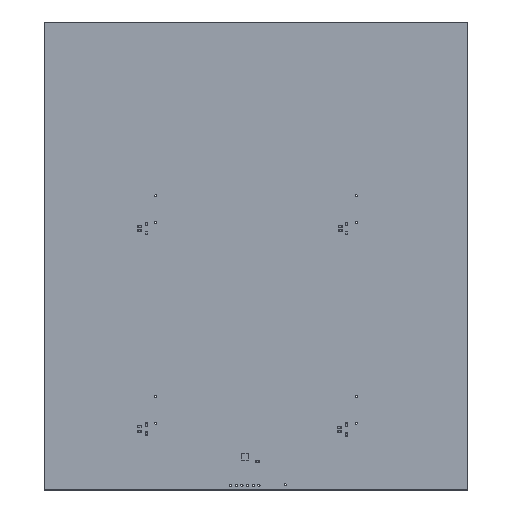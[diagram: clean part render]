
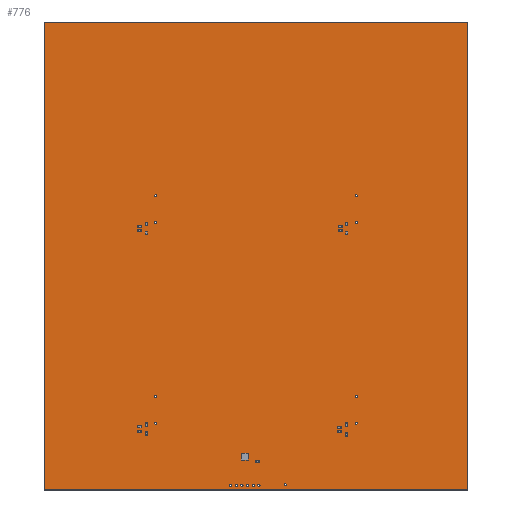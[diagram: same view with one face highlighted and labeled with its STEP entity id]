
A CAD part, top view. The second image highlights one B-rep face of the part: STEP entity #776.
In plain terms, the highlighted planar face has unit normal (0, 0, 1).
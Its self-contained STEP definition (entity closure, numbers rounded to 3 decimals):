
#107 = VERTEX_POINT('',#108);
#108 = CARTESIAN_POINT('',(0.,0.,0.));
#114 = EDGE_CURVE('',#107,#115,#117,.T.);
#115 = VERTEX_POINT('',#116);
#116 = CARTESIAN_POINT('',(190.,0.,0.));
#117 = LINE('',#118,#119);
#118 = CARTESIAN_POINT('',(0.,0.,0.));
#119 = VECTOR('',#120,1.);
#120 = DIRECTION('',(1.,0.,0.));
#145 = EDGE_CURVE('',#115,#146,#148,.T.);
#146 = VERTEX_POINT('',#147);
#147 = CARTESIAN_POINT('',(190.,210.,0.));
#148 = LINE('',#149,#150);
#149 = CARTESIAN_POINT('',(190.,0.,0.));
#150 = VECTOR('',#151,1.);
#151 = DIRECTION('',(0.,1.,0.));
#176 = EDGE_CURVE('',#146,#177,#179,.T.);
#177 = VERTEX_POINT('',#178);
#178 = CARTESIAN_POINT('',(0.,210.,0.));
#179 = LINE('',#180,#181);
#180 = CARTESIAN_POINT('',(190.,210.,0.));
#181 = VECTOR('',#182,1.);
#182 = DIRECTION('',(-1.,0.,0.));
#207 = EDGE_CURVE('',#177,#107,#208,.T.);
#208 = LINE('',#209,#210);
#209 = CARTESIAN_POINT('',(0.,210.,0.));
#210 = VECTOR('',#211,1.);
#211 = DIRECTION('',(0.,-1.,0.));
#231 = VERTEX_POINT('',#232);
#232 = CARTESIAN_POINT('',(84.12,2.03,0.));
#238 = EDGE_CURVE('',#231,#231,#239,.T.);
#239 = CIRCLE('',#240,0.5);
#240 = AXIS2_PLACEMENT_3D('',#241,#242,#243);
#241 = CARTESIAN_POINT('',(83.62,2.03,0.));
#242 = DIRECTION('',(0.,0.,1.));
#243 = DIRECTION('',(1.,0.,0.));
#264 = VERTEX_POINT('',#265);
#265 = CARTESIAN_POINT('',(89.2,2.03,0.));
#271 = EDGE_CURVE('',#264,#264,#272,.T.);
#272 = CIRCLE('',#273,0.5);
#273 = AXIS2_PLACEMENT_3D('',#274,#275,#276);
#274 = CARTESIAN_POINT('',(88.7,2.03,0.));
#275 = DIRECTION('',(0.,0.,1.));
#276 = DIRECTION('',(1.,0.,0.));
#297 = VERTEX_POINT('',#298);
#298 = CARTESIAN_POINT('',(86.66,2.03,0.));
#304 = EDGE_CURVE('',#297,#297,#305,.T.);
#305 = CIRCLE('',#306,0.5);
#306 = AXIS2_PLACEMENT_3D('',#307,#308,#309);
#307 = CARTESIAN_POINT('',(86.16,2.03,0.));
#308 = DIRECTION('',(0.,0.,1.));
#309 = DIRECTION('',(1.,0.,0.));
#330 = VERTEX_POINT('',#331);
#331 = CARTESIAN_POINT('',(50.5,120.,0.));
#337 = EDGE_CURVE('',#330,#330,#338,.T.);
#338 = CIRCLE('',#339,0.5);
#339 = AXIS2_PLACEMENT_3D('',#340,#341,#342);
#340 = CARTESIAN_POINT('',(50.,120.,0.));
#341 = DIRECTION('',(0.,0.,1.));
#342 = DIRECTION('',(1.,0.,0.));
#363 = VERTEX_POINT('',#364);
#364 = CARTESIAN_POINT('',(50.5,132.,0.));
#370 = EDGE_CURVE('',#363,#363,#371,.T.);
#371 = CIRCLE('',#372,0.5);
#372 = AXIS2_PLACEMENT_3D('',#373,#374,#375);
#373 = CARTESIAN_POINT('',(50.,132.,0.));
#374 = DIRECTION('',(0.,0.,1.));
#375 = DIRECTION('',(1.,0.,0.));
#396 = VERTEX_POINT('',#397);
#397 = CARTESIAN_POINT('',(50.5,30.,0.));
#403 = EDGE_CURVE('',#396,#396,#404,.T.);
#404 = CIRCLE('',#405,0.5);
#405 = AXIS2_PLACEMENT_3D('',#406,#407,#408);
#406 = CARTESIAN_POINT('',(50.,30.,0.));
#407 = DIRECTION('',(0.,0.,1.));
#408 = DIRECTION('',(1.,0.,0.));
#429 = VERTEX_POINT('',#430);
#430 = CARTESIAN_POINT('',(50.5,42.,0.));
#436 = EDGE_CURVE('',#429,#429,#437,.T.);
#437 = CIRCLE('',#438,0.5);
#438 = AXIS2_PLACEMENT_3D('',#439,#440,#441);
#439 = CARTESIAN_POINT('',(50.,42.,0.));
#440 = DIRECTION('',(0.,0.,1.));
#441 = DIRECTION('',(1.,0.,0.));
#462 = VERTEX_POINT('',#463);
#463 = CARTESIAN_POINT('',(94.28,2.03,0.));
#469 = EDGE_CURVE('',#462,#462,#470,.T.);
#470 = CIRCLE('',#471,0.5);
#471 = AXIS2_PLACEMENT_3D('',#472,#473,#474);
#472 = CARTESIAN_POINT('',(93.78,2.03,0.));
#473 = DIRECTION('',(0.,0.,1.));
#474 = DIRECTION('',(1.,0.,0.));
#495 = VERTEX_POINT('',#496);
#496 = CARTESIAN_POINT('',(91.74,2.03,0.));
#502 = EDGE_CURVE('',#495,#495,#503,.T.);
#503 = CIRCLE('',#504,0.5);
#504 = AXIS2_PLACEMENT_3D('',#505,#506,#507);
#505 = CARTESIAN_POINT('',(91.24,2.03,0.));
#506 = DIRECTION('',(0.,0.,1.));
#507 = DIRECTION('',(1.,0.,0.));
#528 = VERTEX_POINT('',#529);
#529 = CARTESIAN_POINT('',(96.82,2.03,0.));
#535 = EDGE_CURVE('',#528,#528,#536,.T.);
#536 = CIRCLE('',#537,0.5);
#537 = AXIS2_PLACEMENT_3D('',#538,#539,#540);
#538 = CARTESIAN_POINT('',(96.32,2.03,0.));
#539 = DIRECTION('',(0.,0.,1.));
#540 = DIRECTION('',(1.,0.,0.));
#561 = VERTEX_POINT('',#562);
#562 = CARTESIAN_POINT('',(108.7,2.3,0.));
#568 = EDGE_CURVE('',#561,#561,#569,.T.);
#569 = CIRCLE('',#570,0.5);
#570 = AXIS2_PLACEMENT_3D('',#571,#572,#573);
#571 = CARTESIAN_POINT('',(108.2,2.3,0.));
#572 = DIRECTION('',(0.,0.,1.));
#573 = DIRECTION('',(1.,0.,0.));
#594 = VERTEX_POINT('',#595);
#595 = CARTESIAN_POINT('',(140.5,120.,0.));
#601 = EDGE_CURVE('',#594,#594,#602,.T.);
#602 = CIRCLE('',#603,0.5);
#603 = AXIS2_PLACEMENT_3D('',#604,#605,#606);
#604 = CARTESIAN_POINT('',(140.,120.,0.));
#605 = DIRECTION('',(0.,0.,1.));
#606 = DIRECTION('',(1.,0.,0.));
#627 = VERTEX_POINT('',#628);
#628 = CARTESIAN_POINT('',(140.5,132.,0.));
#634 = EDGE_CURVE('',#627,#627,#635,.T.);
#635 = CIRCLE('',#636,0.5);
#636 = AXIS2_PLACEMENT_3D('',#637,#638,#639);
#637 = CARTESIAN_POINT('',(140.,132.,0.));
#638 = DIRECTION('',(0.,0.,1.));
#639 = DIRECTION('',(1.,0.,0.));
#660 = VERTEX_POINT('',#661);
#661 = CARTESIAN_POINT('',(140.5,30.,0.));
#667 = EDGE_CURVE('',#660,#660,#668,.T.);
#668 = CIRCLE('',#669,0.5);
#669 = AXIS2_PLACEMENT_3D('',#670,#671,#672);
#670 = CARTESIAN_POINT('',(140.,30.,0.));
#671 = DIRECTION('',(0.,0.,1.));
#672 = DIRECTION('',(1.,0.,0.));
#693 = VERTEX_POINT('',#694);
#694 = CARTESIAN_POINT('',(140.5,42.,0.));
#700 = EDGE_CURVE('',#693,#693,#701,.T.);
#701 = CIRCLE('',#702,0.5);
#702 = AXIS2_PLACEMENT_3D('',#703,#704,#705);
#703 = CARTESIAN_POINT('',(140.,42.,0.));
#704 = DIRECTION('',(0.,0.,1.));
#705 = DIRECTION('',(1.,0.,0.));
#776 = ADVANCED_FACE('',(#777,#783,#786,#789,#792,#795,#798,#801,#804,
    #807,#810,#813,#816,#819,#822,#825),#828,.F.);
#777 = FACE_BOUND('',#778,.T.);
#778 = EDGE_LOOP('',(#779,#780,#781,#782));
#779 = ORIENTED_EDGE('',*,*,#114,.T.);
#780 = ORIENTED_EDGE('',*,*,#145,.T.);
#781 = ORIENTED_EDGE('',*,*,#176,.T.);
#782 = ORIENTED_EDGE('',*,*,#207,.T.);
#783 = FACE_BOUND('',#784,.F.);
#784 = EDGE_LOOP('',(#785));
#785 = ORIENTED_EDGE('',*,*,#238,.T.);
#786 = FACE_BOUND('',#787,.F.);
#787 = EDGE_LOOP('',(#788));
#788 = ORIENTED_EDGE('',*,*,#271,.T.);
#789 = FACE_BOUND('',#790,.F.);
#790 = EDGE_LOOP('',(#791));
#791 = ORIENTED_EDGE('',*,*,#304,.T.);
#792 = FACE_BOUND('',#793,.F.);
#793 = EDGE_LOOP('',(#794));
#794 = ORIENTED_EDGE('',*,*,#337,.T.);
#795 = FACE_BOUND('',#796,.F.);
#796 = EDGE_LOOP('',(#797));
#797 = ORIENTED_EDGE('',*,*,#370,.T.);
#798 = FACE_BOUND('',#799,.F.);
#799 = EDGE_LOOP('',(#800));
#800 = ORIENTED_EDGE('',*,*,#403,.T.);
#801 = FACE_BOUND('',#802,.F.);
#802 = EDGE_LOOP('',(#803));
#803 = ORIENTED_EDGE('',*,*,#436,.T.);
#804 = FACE_BOUND('',#805,.F.);
#805 = EDGE_LOOP('',(#806));
#806 = ORIENTED_EDGE('',*,*,#469,.T.);
#807 = FACE_BOUND('',#808,.F.);
#808 = EDGE_LOOP('',(#809));
#809 = ORIENTED_EDGE('',*,*,#502,.T.);
#810 = FACE_BOUND('',#811,.F.);
#811 = EDGE_LOOP('',(#812));
#812 = ORIENTED_EDGE('',*,*,#535,.T.);
#813 = FACE_BOUND('',#814,.F.);
#814 = EDGE_LOOP('',(#815));
#815 = ORIENTED_EDGE('',*,*,#568,.T.);
#816 = FACE_BOUND('',#817,.F.);
#817 = EDGE_LOOP('',(#818));
#818 = ORIENTED_EDGE('',*,*,#601,.T.);
#819 = FACE_BOUND('',#820,.F.);
#820 = EDGE_LOOP('',(#821));
#821 = ORIENTED_EDGE('',*,*,#634,.T.);
#822 = FACE_BOUND('',#823,.F.);
#823 = EDGE_LOOP('',(#824));
#824 = ORIENTED_EDGE('',*,*,#667,.T.);
#825 = FACE_BOUND('',#826,.F.);
#826 = EDGE_LOOP('',(#827));
#827 = ORIENTED_EDGE('',*,*,#700,.T.);
#828 = PLANE('',#829);
#829 = AXIS2_PLACEMENT_3D('',#830,#831,#832);
#830 = CARTESIAN_POINT('',(0.,0.,0.));
#831 = DIRECTION('',(0.,0.,-1.));
#832 = DIRECTION('',(-1.,0.,0.));
